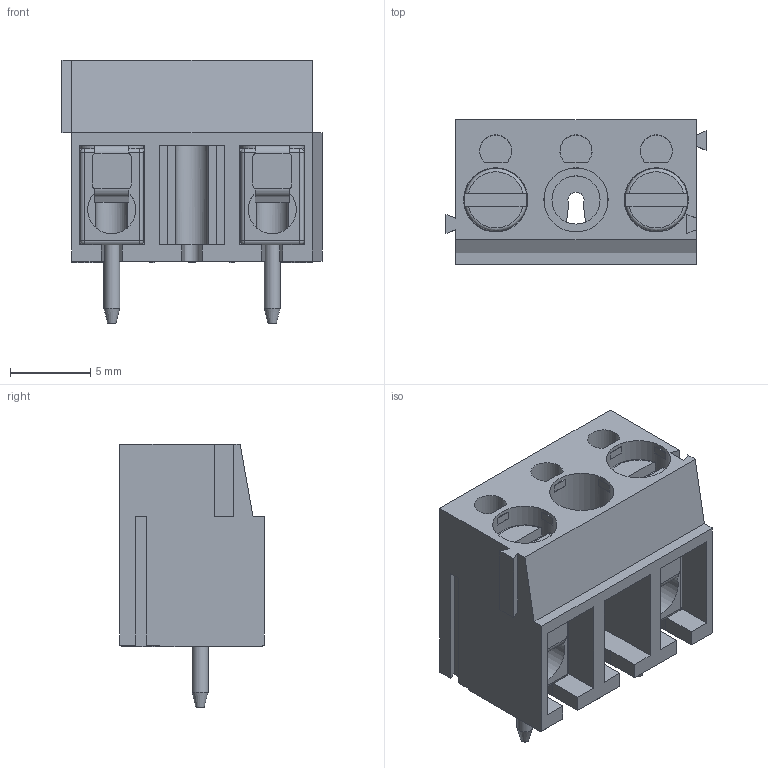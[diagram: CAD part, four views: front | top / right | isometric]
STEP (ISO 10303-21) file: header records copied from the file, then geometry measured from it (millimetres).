
FILE_DESCRIPTION(/* description */ ('Unknown'),/* implementation_level */ '2;1');
FILE_NAME(/* name */ '691101810002',/* time_stamp */ '2021-09-17T09:21:46+02:00',/* author */ ('Unknown'),/* organization */ ('Unknown'),/* preprocessor_version */ 'ST-DEVELOPER v16.7',/* originating_system */ 'Solid Edge',/* authorisation */ 'Unknown');
FILE_SCHEMA (('AUTOMOTIVE_DESIGN {1 0 10303 214 3 1 1}'));
Length unit declared in the file: millimetre
Products named in the file (5): 6911018100xx; 691101710003_Insulator; 6911017100xx_Cage; 6911017100xx_Spring; 6911017100xx_Screw
Assembly tree (7 placements, depth 2):
  6911018100xx
    691101710003_Insulator
    6911017100xx_Cage  x2
    6911017100xx_Spring  x2
    6911017100xx_Screw  x2
Bounding box: 16.2 x 9 x 16.4 mm (x, y, z)
Volume: 1044.7 mm3; surface area: 2219.6 mm2
Topology: 7 solids, 7 shells, 325 faces, 822 edges, 511 vertices
Faces by surface type: plane 207, cylinder 90, sphere 16, cone 6, torus 6
Full cylindrical faces by diameter (mm): 1 x2, 2.2 x2, 2.459 x2, 3 x7, 3.1 x2, 3.9 x2, 4 x3
Entity records: 7467 total; most frequent: CARTESIAN_POINT 1245, DIRECTION 1205, ORIENTED_EDGE 1152, EDGE_CURVE 576, LINE 423, VECTOR 423, AXIS2_PLACEMENT_3D 391, VERTEX_POINT 380
